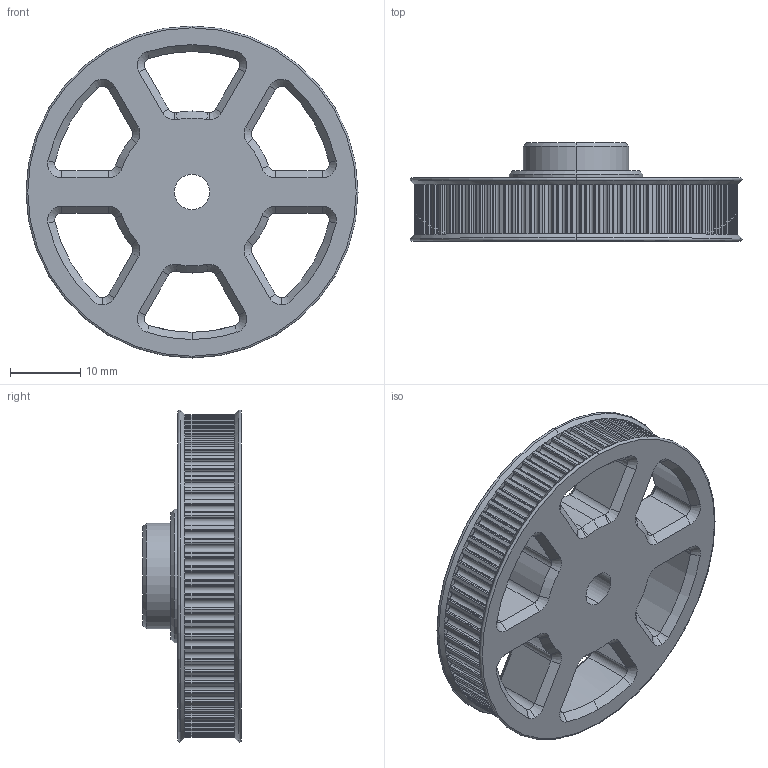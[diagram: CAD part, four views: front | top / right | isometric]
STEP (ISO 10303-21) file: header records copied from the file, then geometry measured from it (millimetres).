
FILE_DESCRIPTION (( 'STEP AP214' ), '1' );
FILE_NAME ('GT2-72T.STEP', '2018-11-27T13:55:04', ( '' ), ( '' ), 'SwSTEP 2.0', 'SolidWorks 2017', '' );
FILE_SCHEMA (( 'AUTOMOTIVE_DESIGN' ));
Length unit declared in the file: millimetre
Products named in the file (1): GT2-72T
Bounding box: 47.13 x 14 x 47.13 mm (x, y, z)
Volume: 10395.9 mm3; surface area: 6422.5 mm2
Topology: 1 solids, 1 shells, 827 faces, 2071 edges, 1248 vertices
Faces by surface type: cylinder 547, plane 184, cone 92, torus 4
Entity records: 25031 total; most frequent: DIRECTION 5075, CARTESIAN_POINT 4147, ORIENTED_EDGE 4142, AXIS2_PLACEMENT_3D 2176, EDGE_CURVE 2071, CIRCLE 1348, VERTEX_POINT 1248, EDGE_LOOP 843
